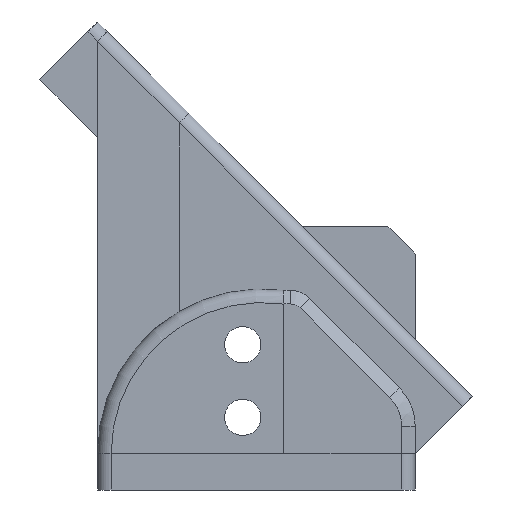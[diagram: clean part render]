
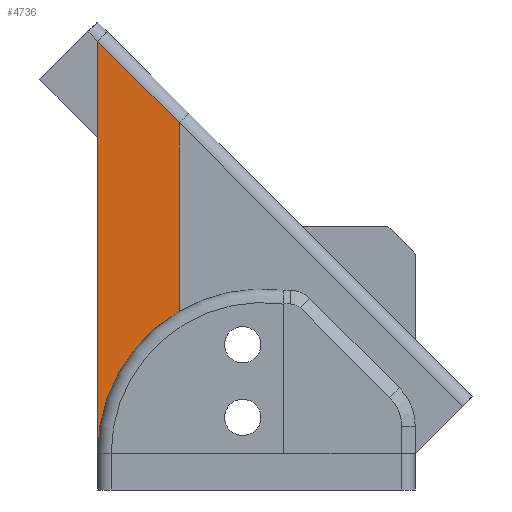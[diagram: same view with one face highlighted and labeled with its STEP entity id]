
A CAD part, left-side view. The second image highlights one B-rep face of the part: STEP entity #4736.
In plain terms, the highlighted planar face has unit normal (-1, 0, 0).
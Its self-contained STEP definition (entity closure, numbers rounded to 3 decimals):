
#750 = CYLINDRICAL_SURFACE('',#751,3.);
#751 = AXIS2_PLACEMENT_3D('',#752,#753,#754);
#752 = CARTESIAN_POINT('',(-28.,69.121,101.003));
#753 = DIRECTION('',(0.,-0.707,-0.707));
#754 = DIRECTION('',(0.,-0.707,0.707));
#1014 = PLANE('',#1015);
#1015 = AXIS2_PLACEMENT_3D('',#1016,#1017,#1018);
#1016 = CARTESIAN_POINT('',(-31.,-3.,8.));
#1017 = DIRECTION('',(1.,0.,0.));
#1018 = DIRECTION('',(0.,0.,1.));
#2315 = PLANE('',#2316);
#2316 = AXIS2_PLACEMENT_3D('',#2317,#2318,#2319);
#2317 = CARTESIAN_POINT('',(-31.,-3.,8.));
#2318 = DIRECTION('',(1.,0.,0.));
#2319 = DIRECTION('',(0.,0.,1.));
#2440 = VERTEX_POINT('',#2441);
#2441 = CARTESIAN_POINT('',(-31.,67.,98.881));
#2553 = EDGE_CURVE('',#2440,#2554,#2556,.T.);
#2554 = VERTEX_POINT('',#2555);
#2555 = CARTESIAN_POINT('',(-31.,49.,80.881));
#2556 = SURFACE_CURVE('',#2557,(#2561,#2568),.PCURVE_S1.);
#2557 = LINE('',#2558,#2559);
#2558 = CARTESIAN_POINT('',(-31.,69.121,101.003));
#2559 = VECTOR('',#2560,1.);
#2560 = DIRECTION('',(0.,-0.707,-0.707));
#2561 = PCURVE('',#750,#2562);
#2562 = DEFINITIONAL_REPRESENTATION('',(#2563),#2567);
#2563 = LINE('',#2564,#2565);
#2564 = CARTESIAN_POINT('',(1.571,0.));
#2565 = VECTOR('',#2566,1.);
#2566 = DIRECTION('',(0.,1.));
#2567 = ( GEOMETRIC_REPRESENTATION_CONTEXT(2) 
PARAMETRIC_REPRESENTATION_CONTEXT() REPRESENTATION_CONTEXT('2D SPACE',''
  ) );
#2568 = PCURVE('',#2569,#2574);
#2569 = PLANE('',#2570);
#2570 = AXIS2_PLACEMENT_3D('',#2571,#2572,#2573);
#2571 = CARTESIAN_POINT('',(-31.,-3.,8.));
#2572 = DIRECTION('',(1.,0.,0.));
#2573 = DIRECTION('',(0.,0.,1.));
#2574 = DEFINITIONAL_REPRESENTATION('',(#2575),#2579);
#2575 = LINE('',#2576,#2577);
#2576 = CARTESIAN_POINT('',(93.003,-72.121));
#2577 = VECTOR('',#2578,1.);
#2578 = DIRECTION('',(-0.707,0.707));
#2579 = ( GEOMETRIC_REPRESENTATION_CONTEXT(2) 
PARAMETRIC_REPRESENTATION_CONTEXT() REPRESENTATION_CONTEXT('2D SPACE',''
  ) );
#2999 = EDGE_CURVE('',#3000,#2554,#3002,.T.);
#3000 = VERTEX_POINT('',#3001);
#3001 = CARTESIAN_POINT('',(-31.,49.,39.352));
#3002 = SURFACE_CURVE('',#3003,(#3007,#3014),.PCURVE_S1.);
#3003 = LINE('',#3004,#3005);
#3004 = CARTESIAN_POINT('',(-31.,49.,8.));
#3005 = VECTOR('',#3006,1.);
#3006 = DIRECTION('',(0.,0.,1.));
#3007 = PCURVE('',#1014,#3008);
#3008 = DEFINITIONAL_REPRESENTATION('',(#3009),#3013);
#3009 = LINE('',#3010,#3011);
#3010 = CARTESIAN_POINT('',(0.,-52.));
#3011 = VECTOR('',#3012,1.);
#3012 = DIRECTION('',(1.,0.));
#3013 = ( GEOMETRIC_REPRESENTATION_CONTEXT(2) 
PARAMETRIC_REPRESENTATION_CONTEXT() REPRESENTATION_CONTEXT('2D SPACE',''
  ) );
#3014 = PCURVE('',#2569,#3015);
#3015 = DEFINITIONAL_REPRESENTATION('',(#3016),#3020);
#3016 = LINE('',#3017,#3018);
#3017 = CARTESIAN_POINT('',(0.,-52.));
#3018 = VECTOR('',#3019,1.);
#3019 = DIRECTION('',(1.,0.));
#3020 = ( GEOMETRIC_REPRESENTATION_CONTEXT(2) 
PARAMETRIC_REPRESENTATION_CONTEXT() REPRESENTATION_CONTEXT('2D SPACE',''
  ) );
#3323 = VERTEX_POINT('',#3324);
#3324 = CARTESIAN_POINT('',(-31.,67.,8.));
#3338 = PLANE('',#3339);
#3339 = AXIS2_PLACEMENT_3D('',#3340,#3341,#3342);
#3340 = CARTESIAN_POINT('',(-31.,67.,8.));
#3341 = DIRECTION('',(0.,1.,0.));
#3342 = DIRECTION('',(0.,0.,-1.));
#4568 = EDGE_CURVE('',#4569,#2440,#4571,.T.);
#4569 = VERTEX_POINT('',#4570);
#4570 = CARTESIAN_POINT('',(-31.,67.,77.668));
#4571 = SURFACE_CURVE('',#4572,(#4576,#4583),.PCURVE_S1.);
#4572 = LINE('',#4573,#4574);
#4573 = CARTESIAN_POINT('',(-31.,67.,8.));
#4574 = VECTOR('',#4575,1.);
#4575 = DIRECTION('',(0.,0.,1.));
#4576 = PCURVE('',#2315,#4577);
#4577 = DEFINITIONAL_REPRESENTATION('',(#4578),#4582);
#4578 = LINE('',#4579,#4580);
#4579 = CARTESIAN_POINT('',(0.,-70.));
#4580 = VECTOR('',#4581,1.);
#4581 = DIRECTION('',(1.,0.));
#4582 = ( GEOMETRIC_REPRESENTATION_CONTEXT(2) 
PARAMETRIC_REPRESENTATION_CONTEXT() REPRESENTATION_CONTEXT('2D SPACE',''
  ) );
#4583 = PCURVE('',#2569,#4584);
#4584 = DEFINITIONAL_REPRESENTATION('',(#4585),#4589);
#4585 = LINE('',#4586,#4587);
#4586 = CARTESIAN_POINT('',(0.,-70.));
#4587 = VECTOR('',#4588,1.);
#4588 = DIRECTION('',(1.,0.));
#4589 = ( GEOMETRIC_REPRESENTATION_CONTEXT(2) 
PARAMETRIC_REPRESENTATION_CONTEXT() REPRESENTATION_CONTEXT('2D SPACE',''
  ) );
#4736 = ADVANCED_FACE('',(#4737),#2569,.F.);
#4737 = FACE_BOUND('',#4738,.T.);
#4738 = EDGE_LOOP('',(#4739,#4740,#4741,#4742,#4763));
#4739 = ORIENTED_EDGE('',*,*,#2999,.T.);
#4740 = ORIENTED_EDGE('',*,*,#2553,.F.);
#4741 = ORIENTED_EDGE('',*,*,#4568,.F.);
#4742 = ORIENTED_EDGE('',*,*,#4743,.F.);
#4743 = EDGE_CURVE('',#3323,#4569,#4744,.T.);
#4744 = SURFACE_CURVE('',#4745,(#4749,#4756),.PCURVE_S1.);
#4745 = LINE('',#4746,#4747);
#4746 = CARTESIAN_POINT('',(-31.,67.,8.));
#4747 = VECTOR('',#4748,1.);
#4748 = DIRECTION('',(0.,0.,1.));
#4749 = PCURVE('',#2569,#4750);
#4750 = DEFINITIONAL_REPRESENTATION('',(#4751),#4755);
#4751 = LINE('',#4752,#4753);
#4752 = CARTESIAN_POINT('',(0.,-70.));
#4753 = VECTOR('',#4754,1.);
#4754 = DIRECTION('',(1.,0.));
#4755 = ( GEOMETRIC_REPRESENTATION_CONTEXT(2) 
PARAMETRIC_REPRESENTATION_CONTEXT() REPRESENTATION_CONTEXT('2D SPACE',''
  ) );
#4756 = PCURVE('',#3338,#4757);
#4757 = DEFINITIONAL_REPRESENTATION('',(#4758),#4762);
#4758 = LINE('',#4759,#4760);
#4759 = CARTESIAN_POINT('',(0.,0.));
#4760 = VECTOR('',#4761,1.);
#4761 = DIRECTION('',(-1.,0.));
#4762 = ( GEOMETRIC_REPRESENTATION_CONTEXT(2) 
PARAMETRIC_REPRESENTATION_CONTEXT() REPRESENTATION_CONTEXT('2D SPACE',''
  ) );
#4763 = ORIENTED_EDGE('',*,*,#4764,.T.);
#4764 = EDGE_CURVE('',#3323,#3000,#4765,.T.);
#4765 = SURFACE_CURVE('',#4766,(#4771,#4778),.PCURVE_S1.);
#4766 = CIRCLE('',#4767,36.305);
#4767 = AXIS2_PLACEMENT_3D('',#4768,#4769,#4770);
#4768 = CARTESIAN_POINT('',(-31.,30.695,8.));
#4769 = DIRECTION('',(1.,0.,0.));
#4770 = DIRECTION('',(0.,1.,0.));
#4771 = PCURVE('',#2569,#4772);
#4772 = DEFINITIONAL_REPRESENTATION('',(#4773),#4777);
#4773 = CIRCLE('',#4774,36.305);
#4774 = AXIS2_PLACEMENT_2D('',#4775,#4776);
#4775 = CARTESIAN_POINT('',(0.,-33.695));
#4776 = DIRECTION('',(0.,-1.));
#4777 = ( GEOMETRIC_REPRESENTATION_CONTEXT(2) 
PARAMETRIC_REPRESENTATION_CONTEXT() REPRESENTATION_CONTEXT('2D SPACE',''
  ) );
#4778 = PCURVE('',#4779,#4784);
#4779 = PLANE('',#4780);
#4780 = AXIS2_PLACEMENT_3D('',#4781,#4782,#4783);
#4781 = CARTESIAN_POINT('',(-31.,67.,8.));
#4782 = DIRECTION('',(-1.,0.,0.));
#4783 = DIRECTION('',(0.,1.,0.));
#4784 = DEFINITIONAL_REPRESENTATION('',(#4785),#4793);
#4785 = ( BOUNDED_CURVE() B_SPLINE_CURVE(2,(#4786,#4787,#4788,#4789,
#4790,#4791,#4792),.UNSPECIFIED.,.F.,.F.) B_SPLINE_CURVE_WITH_KNOTS((1,2
    ,2,2,2,1),(-2.094,0.,2.094,4.189,
6.283,8.378),.UNSPECIFIED.) CURVE() 
GEOMETRIC_REPRESENTATION_ITEM() RATIONAL_B_SPLINE_CURVE((1.,0.5,1.,0.5,
1.,0.5,1.)) REPRESENTATION_ITEM('') );
#4786 = CARTESIAN_POINT('',(0.,0.));
#4787 = CARTESIAN_POINT('',(0.,-62.882));
#4788 = CARTESIAN_POINT('',(-54.457,-31.441));
#4789 = CARTESIAN_POINT('',(-108.915,0.));
#4790 = CARTESIAN_POINT('',(-54.457,31.441));
#4791 = CARTESIAN_POINT('',(0.,62.882));
#4792 = CARTESIAN_POINT('',(0.,0.));
#4793 = ( GEOMETRIC_REPRESENTATION_CONTEXT(2) 
PARAMETRIC_REPRESENTATION_CONTEXT() REPRESENTATION_CONTEXT('2D SPACE',''
  ) );
